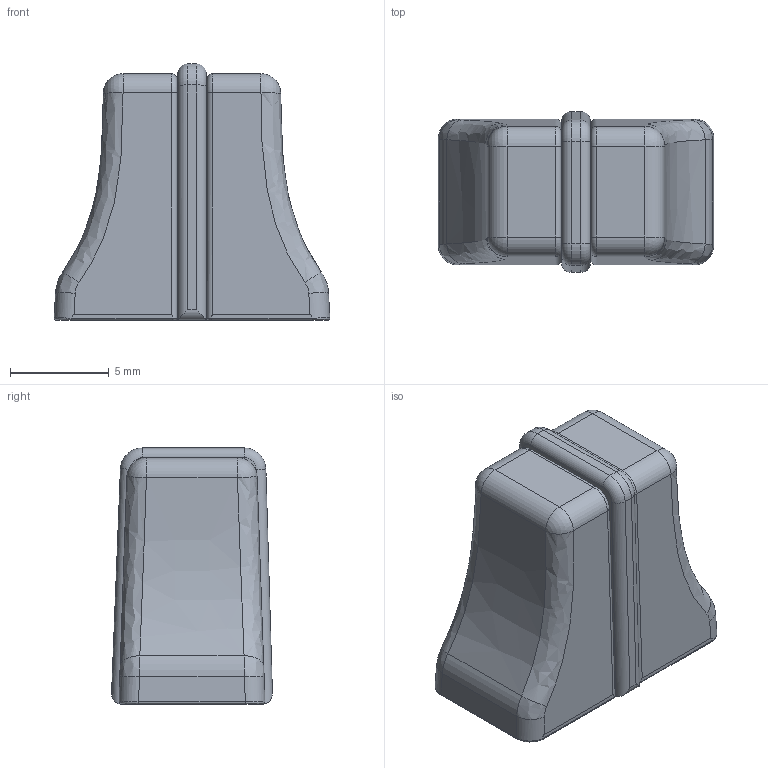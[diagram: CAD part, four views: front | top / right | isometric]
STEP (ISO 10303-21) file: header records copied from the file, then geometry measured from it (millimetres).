
FILE_DESCRIPTION((' '),'2;1');
FILE_NAME( 'SIFAM - Slider Cap (grey).stp', '2022-09-08T17:32:03', (' '), ('--- Datakit www.datakit.com---'), ' Datakit CrossCadWare V2022.3 Jun 15 2022', 'DATAKIT 2022 (c)', ' ');
FILE_SCHEMA(('AP242_MANAGED_MODEL_BASED_3D_ENGINEERING_MIM_LF { 1 0 10303 442 1 1 4 }'));
Length unit declared in the file: millimetre
Products named in the file (1): SIFAM - Slider Cap (grey)
Bounding box: 13.99 x 8.16 x 13 mm (x, y, z)
Volume: 742.9 mm3; surface area: 937.7 mm2
Topology: 2 solids, 2 shells, 124 faces, 306 edges, 184 vertices
Faces by surface type: cylinder 52, plane 38, bspline 16, torus 12, sphere 4, extrusion 2
Entity records: 5837 total; most frequent: CARTESIAN_POINT 2889, DIRECTION 630, ORIENTED_EDGE 604, EDGE_CURVE 302, AXIS2_PLACEMENT_3D 243, VERTEX_POINT 184, VECTOR 144, LINE 142
